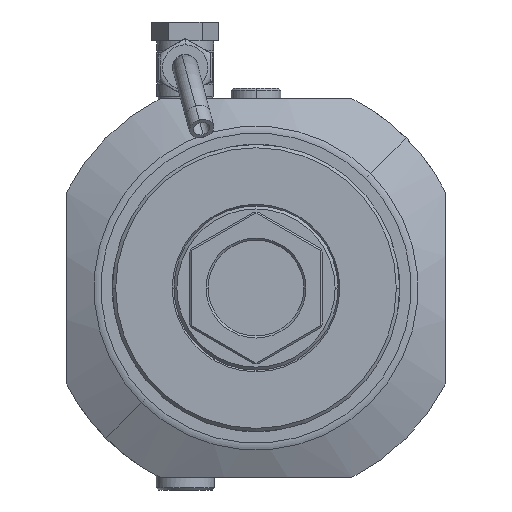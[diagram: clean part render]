
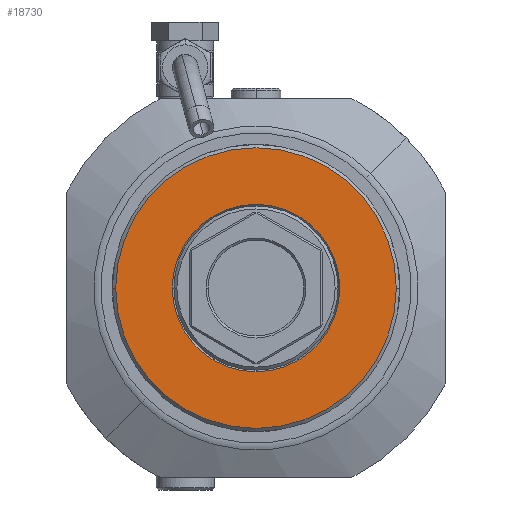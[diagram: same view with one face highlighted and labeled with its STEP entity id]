
A CAD part, left-side view. The second image highlights one B-rep face of the part: STEP entity #18730.
In plain terms, the highlighted planar face has unit normal (-1, 0, 0).
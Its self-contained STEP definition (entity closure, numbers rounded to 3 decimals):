
#7159=CARTESIAN_POINT('',(-26.5,0.,0.));
#7160=DIRECTION('',(-1.,0.,0.));
#7161=DIRECTION('',(0.,1.,0.));
#7162=AXIS2_PLACEMENT_3D('',#7159,#7160,#7161);
#7164=CARTESIAN_POINT('',(-26.5,0.,0.));
#7165=DIRECTION('',(-1.,0.,0.));
#7166=DIRECTION('',(0.,-1.,0.));
#7167=AXIS2_PLACEMENT_3D('',#7164,#7165,#7166);
#7169=CARTESIAN_POINT('',(-26.5,0.,0.));
#7170=DIRECTION('',(1.,0.,0.));
#7171=DIRECTION('',(0.,1.,0.));
#7172=AXIS2_PLACEMENT_3D('',#7169,#7170,#7171);
#7174=CARTESIAN_POINT('',(-26.5,0.,0.));
#7175=DIRECTION('',(1.,0.,0.));
#7176=DIRECTION('',(0.,-1.,0.));
#7177=AXIS2_PLACEMENT_3D('',#7174,#7175,#7176);
#11814=CARTESIAN_POINT('',(-26.5,20.116,0.));
#11815=CARTESIAN_POINT('',(-26.5,-20.116,0.));
#11816=VERTEX_POINT('',#11814);
#11817=VERTEX_POINT('',#11815);
#11818=CARTESIAN_POINT('',(-26.5,33.7,0.));
#11819=CARTESIAN_POINT('',(-26.5,-33.7,0.));
#11820=VERTEX_POINT('',#11818);
#11821=VERTEX_POINT('',#11819);
#18714=CARTESIAN_POINT('',(-26.5,0.,0.));
#18715=DIRECTION('',(-1.,0.,0.));
#18716=DIRECTION('',(0.,1.,0.));
#18717=AXIS2_PLACEMENT_3D('',#18714,#18715,#18716);
#18718=PLANE('',#18717);
#18719=ORIENTED_EDGE('',*,*,#18704,.F.);
#18721=ORIENTED_EDGE('',*,*,#18720,.F.);
#18722=EDGE_LOOP('',(#18719,#18721));
#18723=FACE_OUTER_BOUND('',#18722,.F.);
#18725=ORIENTED_EDGE('',*,*,#18724,.F.);
#18727=ORIENTED_EDGE('',*,*,#18726,.F.);
#18728=EDGE_LOOP('',(#18725,#18727));
#18729=FACE_BOUND('',#18728,.F.);
#7163=CIRCLE('',#7162,33.7);
#7168=CIRCLE('',#7167,33.7);
#7173=CIRCLE('',#7172,20.116);
#7178=CIRCLE('',#7177,20.116);
#18704=EDGE_CURVE('',#11820,#11821,#7163,.T.);
#18720=EDGE_CURVE('',#11821,#11820,#7168,.T.);
#18724=EDGE_CURVE('',#11816,#11817,#7173,.T.);
#18726=EDGE_CURVE('',#11817,#11816,#7178,.T.);
#18730=ADVANCED_FACE('',(#18723,#18729),#18718,.T.);
